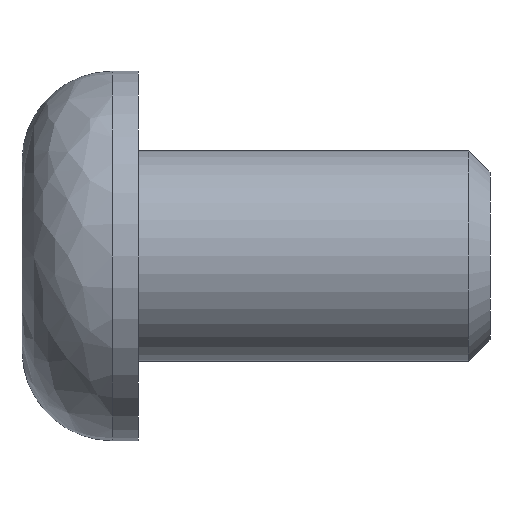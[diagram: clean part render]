
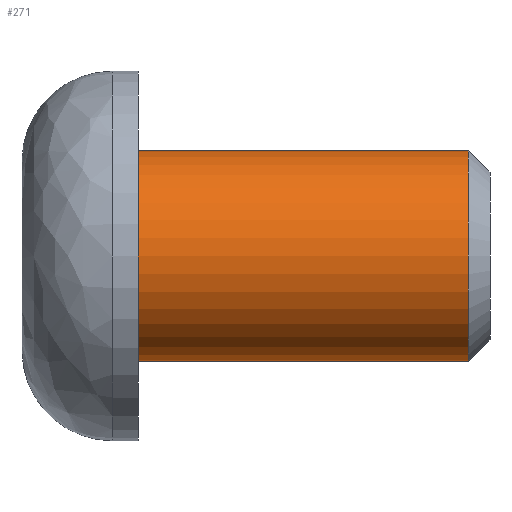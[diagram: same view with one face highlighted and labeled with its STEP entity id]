
A CAD part, front view. The second image highlights one B-rep face of the part: STEP entity #271.
In plain terms, the highlighted cylindrical face has radius 3 mm (diameter 6 mm), a partial arc.
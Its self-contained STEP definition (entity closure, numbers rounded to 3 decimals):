
#10 = LINE ( 'NONE', #19, #602 ) ;
#19 = CARTESIAN_POINT ( 'NONE',  ( 7., 0., -3. ) ) ;
#25 = DIRECTION ( 'NONE',  ( 1., 0., 0. ) ) ;
#46 = EDGE_CURVE ( 'NONE', #56, #554, #558, .T. ) ;
#51 = DIRECTION ( 'NONE',  ( 0., 0., -1. ) ) ;
#56 = VERTEX_POINT ( 'NONE', #159 ) ;
#81 = DIRECTION ( 'NONE',  ( -1., 0., 0. ) ) ;
#118 = CIRCLE ( 'NONE', #487, 3. ) ;
#159 = CARTESIAN_POINT ( 'NONE',  ( 0., 0., 3. ) ) ;
#191 = CYLINDRICAL_SURFACE ( 'NONE', #194, 3. ) ;
#194 = AXIS2_PLACEMENT_3D ( 'NONE', #378, #195, #51 ) ;
#195 = DIRECTION ( 'NONE',  ( 1., 0., 0. ) ) ;
#204 = AXIS2_PLACEMENT_3D ( 'NONE', #210, #25, #344 ) ;
#210 = CARTESIAN_POINT ( 'NONE',  ( 0., 0., 0. ) ) ;
#211 = FACE_OUTER_BOUND ( 'NONE', #603, .T. ) ;
#234 = CARTESIAN_POINT ( 'NONE',  ( 7., 0., 3. ) ) ;
#243 = ORIENTED_EDGE ( 'NONE', *, *, #46, .T. ) ;
#246 = EDGE_CURVE ( 'NONE', #56, #366, #563, .T. ) ;
#263 = DIRECTION ( 'NONE',  ( 1., 0., 0. ) ) ;
#271 = ADVANCED_FACE ( 'NONE', ( #211 ), #191, .T. ) ;
#320 = DIRECTION ( 'NONE',  ( 0., 0., -1. ) ) ;
#331 = VERTEX_POINT ( 'NONE', #415 ) ;
#344 = DIRECTION ( 'NONE',  ( 0., 0., -1. ) ) ;
#346 = ORIENTED_EDGE ( 'NONE', *, *, #469, .T. ) ;
#366 = VERTEX_POINT ( 'NONE', #599 ) ;
#367 = DIRECTION ( 'NONE',  ( 1., 0., 0. ) ) ;
#378 = CARTESIAN_POINT ( 'NONE',  ( 7., 0., 0. ) ) ;
#409 = CARTESIAN_POINT ( 'NONE',  ( 0., 0., -3. ) ) ;
#415 = CARTESIAN_POINT ( 'NONE',  ( 9.387, 0., -3. ) ) ;
#432 = ORIENTED_EDGE ( 'NONE', *, *, #246, .F. ) ;
#469 = EDGE_CURVE ( 'NONE', #554, #331, #10, .T. ) ;
#487 = AXIS2_PLACEMENT_3D ( 'NONE', #587, #81, #320 ) ;
#505 = ORIENTED_EDGE ( 'NONE', *, *, #584, .T. ) ;
#554 = VERTEX_POINT ( 'NONE', #409 ) ;
#558 = CIRCLE ( 'NONE', #204, 3. ) ;
#563 = LINE ( 'NONE', #234, #593 ) ;
#584 = EDGE_CURVE ( 'NONE', #331, #366, #118, .T. ) ;
#587 = CARTESIAN_POINT ( 'NONE',  ( 9.387, 0., 0. ) ) ;
#593 = VECTOR ( 'NONE', #367, 1000. ) ;
#599 = CARTESIAN_POINT ( 'NONE',  ( 9.387, 0., 3. ) ) ;
#602 = VECTOR ( 'NONE', #263, 1000. ) ;
#603 = EDGE_LOOP ( 'NONE', ( #432, #243, #346, #505 ) ) ;
